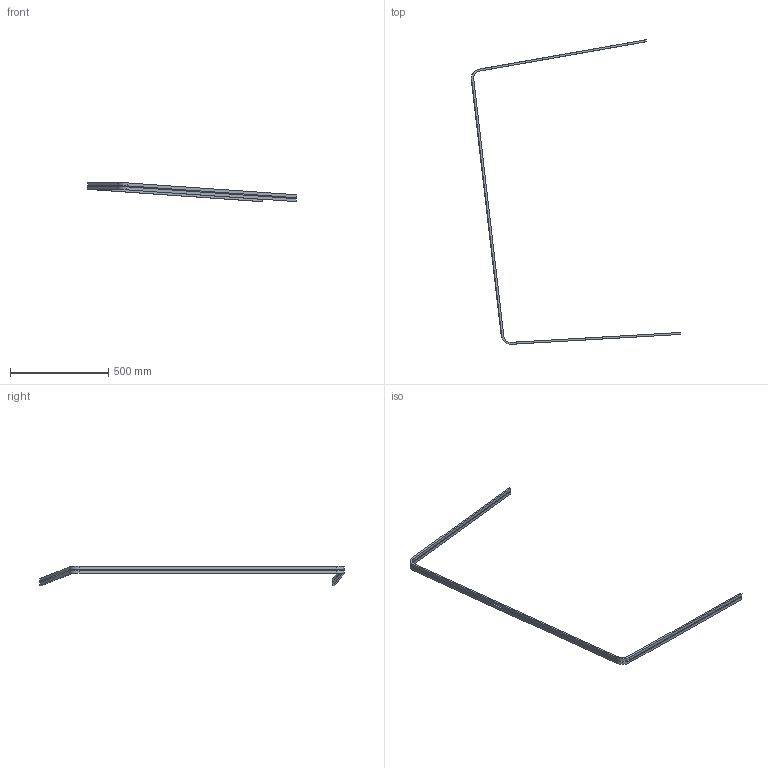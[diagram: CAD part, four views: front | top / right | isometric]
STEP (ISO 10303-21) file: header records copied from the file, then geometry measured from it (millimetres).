
FILE_DESCRIPTION(('FreeCAD Model'),'2;1');
FILE_NAME( 'slice_first_wall_coolant_mod13.step', '2018-09-02T23:06:13',('FreeCAD'),('FreeCAD'), 'Open CASCADE STEP processor 7.3','FreeCAD','Unknown');
FILE_SCHEMA(('AUTOMOTIVE_DESIGN { 1 0 10303 214 1 1 1 1 }'));
Length unit declared in the file: millimetre
Products named in the file (3): Open CASCADE STEP translator 7.3 10; Open CASCADE STEP translator 7.3 10.1; Open CASCADE STEP translator 7.3 10.2
Assembly tree (2 placements, depth 2):
  Open CASCADE STEP translator 7.3 10
    Open CASCADE STEP translator 7.3 10.1
    Open CASCADE STEP translator 7.3 10.2
Bounding box: 1064.5 x 1547.56 x 98.23 mm (x, y, z)
Volume: 950200.3 mm3; surface area: 317334.5 mm2
Topology: 2 solids, 2 shells, 28 faces, 72 edges, 48 vertices
Faces by surface type: plane 20, cylinder 8
Entity records: 1848 total; most frequent: CARTESIAN_POINT 503, DIRECTION 198, ORIENTED_EDGE 144, PCURVE 144, DEFINITIONAL_REPRESENTATION 144, B_SPLINE_CURVE_WITH_KNOTS 96, LINE 88, VECTOR 88
